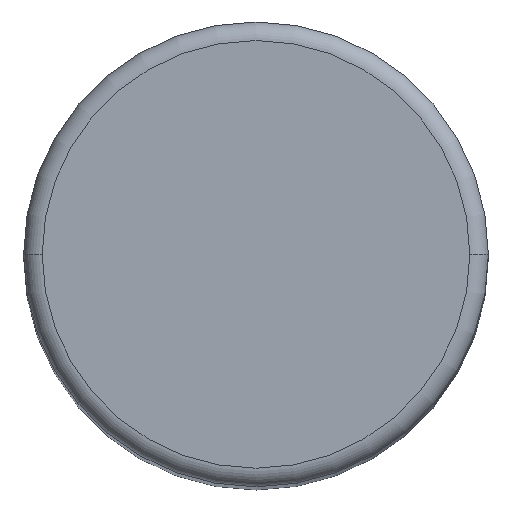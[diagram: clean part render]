
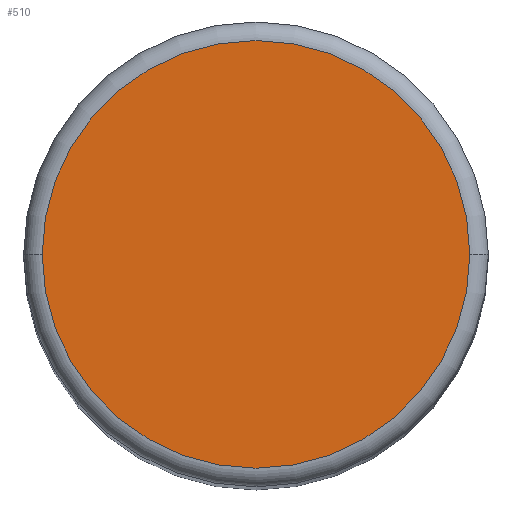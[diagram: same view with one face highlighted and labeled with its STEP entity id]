
A CAD part, top view. The second image highlights one B-rep face of the part: STEP entity #510.
In plain terms, the highlighted planar face has unit normal (0, 0, 1).
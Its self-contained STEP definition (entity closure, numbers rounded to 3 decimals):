
#183=CARTESIAN_POINT('',(0.,0.,20.));
#184=DIRECTION('',(0.,0.,1.));
#185=DIRECTION('',(1.,0.,0.));
#186=AXIS2_PLACEMENT_3D('',#183,#184,#185);
#188=CARTESIAN_POINT('',(0.,0.,20.));
#189=DIRECTION('',(0.,0.,1.));
#190=DIRECTION('',(-1.,0.,0.));
#191=AXIS2_PLACEMENT_3D('',#188,#189,#190);
#214=CARTESIAN_POINT('',(2.3,0.,20.));
#215=CARTESIAN_POINT('',(-2.3,0.,20.));
#216=VERTEX_POINT('',#214);
#217=VERTEX_POINT('',#215);
#500=CARTESIAN_POINT('',(0.,0.,20.));
#501=DIRECTION('',(0.,0.,1.));
#502=DIRECTION('',(1.,0.,0.));
#503=AXIS2_PLACEMENT_3D('',#500,#501,#502);
#504=PLANE('',#503);
#505=ORIENTED_EDGE('',*,*,#483,.F.);
#507=ORIENTED_EDGE('',*,*,#506,.F.);
#508=EDGE_LOOP('',(#505,#507));
#509=FACE_OUTER_BOUND('',#508,.F.);
#510=ADVANCED_FACE('',(#509),#504,.T.);
#187=CIRCLE('',#186,2.3);
#192=CIRCLE('',#191,2.3);
#483=EDGE_CURVE('',#216,#217,#187,.T.);
#506=EDGE_CURVE('',#217,#216,#192,.T.);
